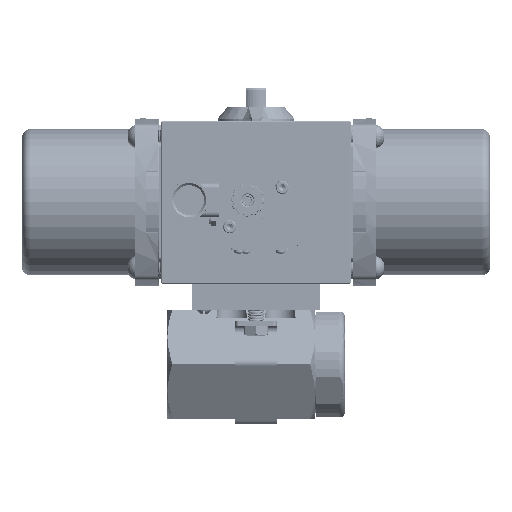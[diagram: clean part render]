
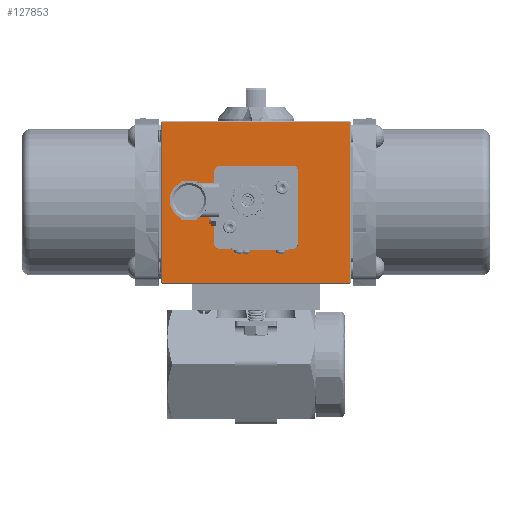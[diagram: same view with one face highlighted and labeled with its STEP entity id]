
A CAD part, top view. The second image highlights one B-rep face of the part: STEP entity #127853.
In plain terms, the highlighted planar face has unit normal (0, 0, 1).
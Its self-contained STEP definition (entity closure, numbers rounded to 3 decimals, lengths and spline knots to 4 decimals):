
#1264 = EDGE_LOOP ( 'NONE', ( #56862, #119101, #174182, #50514 ) ) ;
#2658 = EDGE_CURVE ( 'NONE', #15016, #8650, #128149, .T. ) ;
#3337 = DIRECTION ( 'NONE',  ( 0., -1., 0. ) ) ;
#3588 = VECTOR ( 'NONE', #174315, 39.3701 ) ;
#4616 = VERTEX_POINT ( 'NONE', #24058 ) ;
#5935 = CARTESIAN_POINT ( 'NONE',  ( 0.878, 4.7675, 1.55 ) ) ;
#5986 = EDGE_CURVE ( 'NONE', #107037, #138076, #37729, .T. ) ;
#7357 = VERTEX_POINT ( 'NONE', #14254 ) ;
#8650 = VERTEX_POINT ( 'NONE', #64481 ) ;
#9998 = VECTOR ( 'NONE', #130206, 39.3701 ) ;
#10631 = CARTESIAN_POINT ( 'NONE',  ( -0.872, 2.8925, 1.55 ) ) ;
#14254 = CARTESIAN_POINT ( 'NONE',  ( 2.253, 5.8125, 1.55 ) ) ;
#14660 = DIRECTION ( 'NONE',  ( 0., 1., 0. ) ) ;
#15016 = VERTEX_POINT ( 'NONE', #149597 ) ;
#22325 = ORIENTED_EDGE ( 'NONE', *, *, #47090, .T. ) ;
#24058 = CARTESIAN_POINT ( 'NONE',  ( -0.997, 4.6425, 1.55 ) ) ;
#25374 = DIRECTION ( 'NONE',  ( 0., 1., 0. ) ) ;
#25964 = CARTESIAN_POINT ( 'NONE',  ( 0.878, 2.8925, 1.55 ) ) ;
#27115 = CARTESIAN_POINT ( 'NONE',  ( 2.273, 1.9525, 1.55 ) ) ;
#27480 = CARTESIAN_POINT ( 'NONE',  ( -0.997, 2.7675, 1.55 ) ) ;
#30778 = CARTESIAN_POINT ( 'NONE',  ( -0.997, 4.7675, 1.55 ) ) ;
#37729 = CIRCLE ( 'NONE', #180761, 0.125 ) ;
#38992 = ORIENTED_EDGE ( 'NONE', *, *, #102500, .T. ) ;
#40672 = DIRECTION ( 'NONE',  ( 0., 1., 0. ) ) ;
#41206 = CIRCLE ( 'NONE', #180088, 0.125 ) ;
#42521 = LINE ( 'NONE', #115366, #3588 ) ;
#47090 = EDGE_CURVE ( 'NONE', #118108, #63883, #108200, .T. ) ;
#49464 = DIRECTION ( 'NONE',  ( 0., 1., 0. ) ) ;
#50442 = DIRECTION ( 'NONE',  ( -1., 0., 0. ) ) ;
#50514 = ORIENTED_EDGE ( 'NONE', *, *, #2658, .T. ) ;
#50865 = EDGE_CURVE ( 'NONE', #8650, #7357, #114708, .T. ) ;
#53651 = EDGE_CURVE ( 'NONE', #107037, #63883, #42521, .T. ) ;
#53772 = VECTOR ( 'NONE', #183622, 39.3701 ) ;
#56862 = ORIENTED_EDGE ( 'NONE', *, *, #50865, .T. ) ;
#57021 = FACE_BOUND ( 'NONE', #124336, .T. ) ;
#61361 = VERTEX_POINT ( 'NONE', #106082 ) ;
#63664 = ORIENTED_EDGE ( 'NONE', *, *, #5986, .T. ) ;
#63883 = VERTEX_POINT ( 'NONE', #84498 ) ;
#64481 = CARTESIAN_POINT ( 'NONE',  ( 2.253, 1.9525, 1.55 ) ) ;
#66052 = ORIENTED_EDGE ( 'NONE', *, *, #146131, .F. ) ;
#66438 = VECTOR ( 'NONE', #99398, 39.3701 ) ;
#70688 = CARTESIAN_POINT ( 'NONE',  ( -0.872, 4.6425, 1.55 ) ) ;
#74836 = VERTEX_POINT ( 'NONE', #96990 ) ;
#77691 = CARTESIAN_POINT ( 'NONE',  ( 2.273, 5.8325, 1.55 ) ) ;
#77776 = EDGE_CURVE ( 'NONE', #118108, #61361, #123670, .T. ) ;
#79013 = LINE ( 'NONE', #80992, #53772 ) ;
#80929 = VECTOR ( 'NONE', #50442, 39.3701 ) ;
#80992 = CARTESIAN_POINT ( 'NONE',  ( -0.997, 4.7675, 1.55 ) ) ;
#81205 = VECTOR ( 'NONE', #3337, 39.3701 ) ;
#82554 = CARTESIAN_POINT ( 'NONE',  ( 0.878, 2.7675, 1.55 ) ) ;
#84498 = CARTESIAN_POINT ( 'NONE',  ( 1.003, 4.6425, 1.55 ) ) ;
#84588 = VECTOR ( 'NONE', #119283, 39.3701 ) ;
#85486 = DIRECTION ( 'NONE',  ( 0., 1., 0. ) ) ;
#85544 = LINE ( 'NONE', #108830, #80929 ) ;
#88005 = LINE ( 'NONE', #27480, #9998 ) ;
#89058 = VECTOR ( 'NONE', #129834, 39.3701 ) ;
#90897 = AXIS2_PLACEMENT_3D ( 'NONE', #10631, #113266, #25374 ) ;
#96150 = CARTESIAN_POINT ( 'NONE',  ( 1.003, 2.8925, 1.55 ) ) ;
#96669 = VERTEX_POINT ( 'NONE', #99262 ) ;
#96990 = CARTESIAN_POINT ( 'NONE',  ( -2.253, 5.8125, 1.55 ) ) ;
#99262 = CARTESIAN_POINT ( 'NONE',  ( -0.872, 2.7675, 1.55 ) ) ;
#99398 = DIRECTION ( 'NONE',  ( 0., 1., 0. ) ) ;
#102500 = EDGE_CURVE ( 'NONE', #96669, #181723, #147750, .T. ) ;
#102554 = DIRECTION ( 'NONE',  ( 0., 0., -1. ) ) ;
#105893 = ORIENTED_EDGE ( 'NONE', *, *, #77776, .F. ) ;
#106082 = CARTESIAN_POINT ( 'NONE',  ( -0.872, 4.7675, 1.55 ) ) ;
#107037 = VERTEX_POINT ( 'NONE', #96150 ) ;
#108200 = CIRCLE ( 'NONE', #185140, 0.125 ) ;
#108830 = CARTESIAN_POINT ( 'NONE',  ( 2.273, 5.8125, 1.55 ) ) ;
#113266 = DIRECTION ( 'NONE',  ( 0., 0., -1. ) ) ;
#114708 = LINE ( 'NONE', #187253, #66438 ) ;
#115366 = CARTESIAN_POINT ( 'NONE',  ( 1.003, 4.7675, 1.55 ) ) ;
#118108 = VERTEX_POINT ( 'NONE', #5935 ) ;
#119101 = ORIENTED_EDGE ( 'NONE', *, *, #183800, .T. ) ;
#119283 = DIRECTION ( 'NONE',  ( -1., 0., 0. ) ) ;
#119952 = AXIS2_PLACEMENT_3D ( 'NONE', #77691, #137434, #49464 ) ;
#122020 = PLANE ( 'NONE',  #119952 ) ;
#123670 = LINE ( 'NONE', #30778, #84588 ) ;
#124336 = EDGE_LOOP ( 'NONE', ( #135620, #147179, #105893, #22325, #185381, #63664, #66052, #38992 ) ) ;
#127227 = EDGE_CURVE ( 'NONE', #4616, #61361, #41206, .T. ) ;
#127853 = ADVANCED_FACE ( 'NONE', ( #174098, #57021 ), #122020, .F. ) ;
#128149 = LINE ( 'NONE', #27115, #89058 ) ;
#128636 = DIRECTION ( 'NONE',  ( 0., 0., -1. ) ) ;
#129834 = DIRECTION ( 'NONE',  ( 1., 0., 0. ) ) ;
#130206 = DIRECTION ( 'NONE',  ( 1., 0., 0. ) ) ;
#135620 = ORIENTED_EDGE ( 'NONE', *, *, #155285, .F. ) ;
#137434 = DIRECTION ( 'NONE',  ( 0., 0., -1. ) ) ;
#138076 = VERTEX_POINT ( 'NONE', #82554 ) ;
#145927 = EDGE_CURVE ( 'NONE', #74836, #15016, #163866, .T. ) ;
#146131 = EDGE_CURVE ( 'NONE', #96669, #138076, #88005, .T. ) ;
#147179 = ORIENTED_EDGE ( 'NONE', *, *, #127227, .T. ) ;
#147750 = CIRCLE ( 'NONE', #90897, 0.125 ) ;
#148258 = CARTESIAN_POINT ( 'NONE',  ( -0.997, 2.8925, 1.55 ) ) ;
#149597 = CARTESIAN_POINT ( 'NONE',  ( -2.253, 1.9525, 1.55 ) ) ;
#155285 = EDGE_CURVE ( 'NONE', #4616, #181723, #79013, .T. ) ;
#163866 = LINE ( 'NONE', #164303, #81205 ) ;
#164303 = CARTESIAN_POINT ( 'NONE',  ( -2.253, 5.8325, 1.55 ) ) ;
#173348 = DIRECTION ( 'NONE',  ( 0., 0., -1. ) ) ;
#174098 = FACE_OUTER_BOUND ( 'NONE', #1264, .T. ) ;
#174182 = ORIENTED_EDGE ( 'NONE', *, *, #145927, .T. ) ;
#174315 = DIRECTION ( 'NONE',  ( 0., 1., 0. ) ) ;
#180088 = AXIS2_PLACEMENT_3D ( 'NONE', #70688, #173348, #85486 ) ;
#180761 = AXIS2_PLACEMENT_3D ( 'NONE', #25964, #128636, #40672 ) ;
#181723 = VERTEX_POINT ( 'NONE', #148258 ) ;
#183622 = DIRECTION ( 'NONE',  ( 0., -1., 0. ) ) ;
#183800 = EDGE_CURVE ( 'NONE', #7357, #74836, #85544, .T. ) ;
#185140 = AXIS2_PLACEMENT_3D ( 'NONE', #190427, #102554, #14660 ) ;
#185381 = ORIENTED_EDGE ( 'NONE', *, *, #53651, .F. ) ;
#187253 = CARTESIAN_POINT ( 'NONE',  ( 2.253, 5.8325, 1.55 ) ) ;
#190427 = CARTESIAN_POINT ( 'NONE',  ( 0.878, 4.6425, 1.55 ) ) ;
